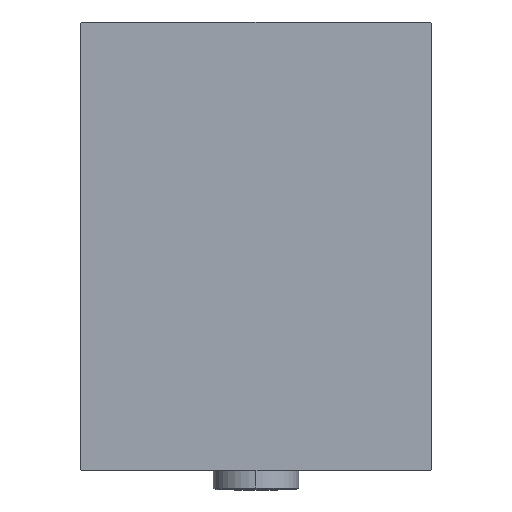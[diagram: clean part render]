
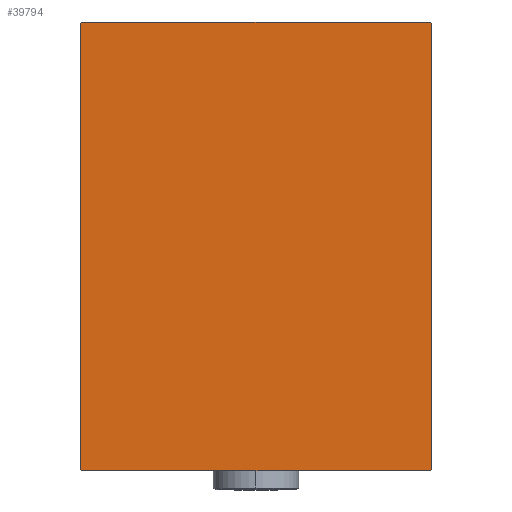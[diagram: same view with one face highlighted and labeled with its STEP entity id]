
A CAD part, left-side view. The second image highlights one B-rep face of the part: STEP entity #39794.
In plain terms, the highlighted face is planar.
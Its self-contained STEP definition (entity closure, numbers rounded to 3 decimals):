
#638 = VERTEX_POINT ( 'NONE', #30038 ) ;
#906 = DIRECTION ( 'NONE',  ( 0., 1., 0. ) ) ;
#1359 = LINE ( 'NONE', #41000, #17865 ) ;
#1953 = EDGE_CURVE ( 'NONE', #46152, #638, #1359, .T. ) ;
#2956 = CARTESIAN_POINT ( 'NONE',  ( 198., 45., -57.5 ) ) ;
#3166 = DIRECTION ( 'NONE',  ( 0., 0., -1. ) ) ;
#6072 = VERTEX_POINT ( 'NONE', #36953 ) ;
#6536 = LINE ( 'NONE', #2956, #28019 ) ;
#6980 = CARTESIAN_POINT ( 'NONE',  ( 198., 0., 0. ) ) ;
#7668 = CARTESIAN_POINT ( 'NONE',  ( 198., -44.7, 57.5 ) ) ;
#7669 = DIRECTION ( 'NONE',  ( 0., 0.707, -0.707 ) ) ;
#7907 = LINE ( 'NONE', #26044, #13150 ) ;
#8780 = DIRECTION ( 'NONE',  ( 0., -1., 0. ) ) ;
#8913 = CARTESIAN_POINT ( 'NONE',  ( 198., 51.1, -51.1 ) ) ;
#9811 = VERTEX_POINT ( 'NONE', #47013 ) ;
#9861 = DIRECTION ( 'NONE',  ( 1., 0., 0. ) ) ;
#10783 = EDGE_CURVE ( 'NONE', #11574, #9811, #7907, .T. ) ;
#11574 = VERTEX_POINT ( 'NONE', #27988 ) ;
#12590 = LINE ( 'NONE', #30491, #22147 ) ;
#13150 = VECTOR ( 'NONE', #7669, 1000. ) ;
#13639 = ORIENTED_EDGE ( 'NONE', *, *, #10783, .T. ) ;
#14399 = VECTOR ( 'NONE', #8780, 1000. ) ;
#14450 = VECTOR ( 'NONE', #20815, 1000. ) ;
#15384 = CARTESIAN_POINT ( 'NONE',  ( 198., 51.1, 51.1 ) ) ;
#15518 = CARTESIAN_POINT ( 'NONE',  ( 198., 44.7, -57.5 ) ) ;
#16058 = LINE ( 'NONE', #8913, #14450 ) ;
#16280 = CARTESIAN_POINT ( 'NONE',  ( 198., 45., 57.2 ) ) ;
#16333 = LINE ( 'NONE', #15384, #28124 ) ;
#17865 = VECTOR ( 'NONE', #25944, 1000. ) ;
#18238 = AXIS2_PLACEMENT_3D ( 'NONE', #6980, #9861, #3166 ) ;
#18968 = ORIENTED_EDGE ( 'NONE', *, *, #21935, .T. ) ;
#20157 = ORIENTED_EDGE ( 'NONE', *, *, #22678, .T. ) ;
#20815 = DIRECTION ( 'NONE',  ( 0., 0.707, 0.707 ) ) ;
#21935 = EDGE_CURVE ( 'NONE', #27601, #27668, #16333, .T. ) ;
#22147 = VECTOR ( 'NONE', #906, 1000. ) ;
#22678 = EDGE_CURVE ( 'NONE', #27668, #46152, #33843, .T. ) ;
#22859 = CARTESIAN_POINT ( 'NONE',  ( 198., 45., 57.5 ) ) ;
#23740 = DIRECTION ( 'NONE',  ( 0., 0., -1. ) ) ;
#25124 = PLANE ( 'NONE',  #18238 ) ;
#25944 = DIRECTION ( 'NONE',  ( 0., -0.707, -0.707 ) ) ;
#26044 = CARTESIAN_POINT ( 'NONE',  ( 198., -51.1, -51.1 ) ) ;
#26319 = EDGE_LOOP ( 'NONE', ( #44248, #41059, #27557, #18968, #20157, #28178, #36606, #13639 ) ) ;
#26560 = EDGE_CURVE ( 'NONE', #638, #11574, #38321, .T. ) ;
#27557 = ORIENTED_EDGE ( 'NONE', *, *, #36019, .T. ) ;
#27601 = VERTEX_POINT ( 'NONE', #16280 ) ;
#27668 = VERTEX_POINT ( 'NONE', #28197 ) ;
#27988 = CARTESIAN_POINT ( 'NONE',  ( 198., -45., -57.2 ) ) ;
#28019 = VECTOR ( 'NONE', #28717, 1000. ) ;
#28124 = VECTOR ( 'NONE', #37377, 1000. ) ;
#28178 = ORIENTED_EDGE ( 'NONE', *, *, #1953, .T. ) ;
#28197 = CARTESIAN_POINT ( 'NONE',  ( 198., 44.7, 57.5 ) ) ;
#28717 = DIRECTION ( 'NONE',  ( 0., 0., 1. ) ) ;
#30038 = CARTESIAN_POINT ( 'NONE',  ( 198., -45., 57.2 ) ) ;
#30491 = CARTESIAN_POINT ( 'NONE',  ( 198., -45., -57.5 ) ) ;
#31140 = VERTEX_POINT ( 'NONE', #15518 ) ;
#33843 = LINE ( 'NONE', #22859, #14399 ) ;
#36019 = EDGE_CURVE ( 'NONE', #6072, #27601, #6536, .T. ) ;
#36606 = ORIENTED_EDGE ( 'NONE', *, *, #26560, .T. ) ;
#36953 = CARTESIAN_POINT ( 'NONE',  ( 198., 45., -57.2 ) ) ;
#37377 = DIRECTION ( 'NONE',  ( 0., -0.707, 0.707 ) ) ;
#38321 = LINE ( 'NONE', #45935, #38559 ) ;
#38559 = VECTOR ( 'NONE', #23740, 1000. ) ;
#39794 = ADVANCED_FACE ( 'NONE', ( #42341 ), #25124, .T. ) ;
#41000 = CARTESIAN_POINT ( 'NONE',  ( 198., -51.1, 51.1 ) ) ;
#41059 = ORIENTED_EDGE ( 'NONE', *, *, #45012, .T. ) ;
#42341 = FACE_OUTER_BOUND ( 'NONE', #26319, .T. ) ;
#44248 = ORIENTED_EDGE ( 'NONE', *, *, #46714, .T. ) ;
#45012 = EDGE_CURVE ( 'NONE', #31140, #6072, #16058, .T. ) ;
#45935 = CARTESIAN_POINT ( 'NONE',  ( 198., -45., 57.5 ) ) ;
#46152 = VERTEX_POINT ( 'NONE', #7668 ) ;
#46714 = EDGE_CURVE ( 'NONE', #9811, #31140, #12590, .T. ) ;
#47013 = CARTESIAN_POINT ( 'NONE',  ( 198., -44.7, -57.5 ) ) ;
